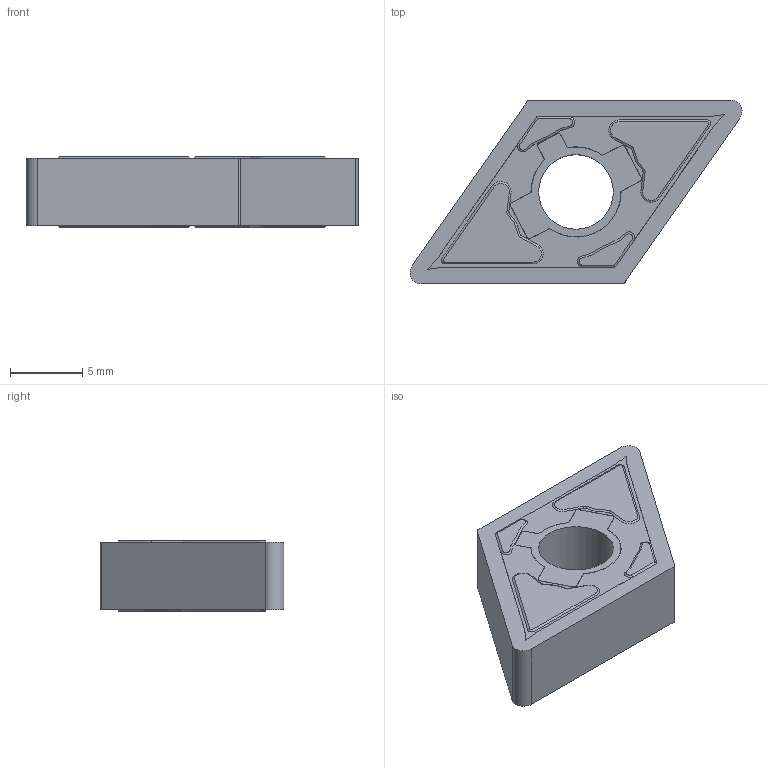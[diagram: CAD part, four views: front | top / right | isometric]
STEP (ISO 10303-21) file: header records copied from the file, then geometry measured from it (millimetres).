
FILE_DESCRIPTION(/* description */ (''),/* implementation_level */ '2;1');
FILE_NAME(/* name */ '62362019_cgr_000~00_214.stp',/* time_stamp */ '2022-09-21T15:43:36+05:00',/* author */ (''),/* organization */ (''),/* preprocessor_version */ 'ST-DEVELOPER v16.7',/* originating_system */ 'SIEMENS PLM Software NX 12.0',/* authorisation */ '');
FILE_SCHEMA (('AUTOMOTIVE_DESIGN { 1 0 10303 214 3 1 1 1 }'));
Length unit declared in the file: millimetre
Products named in the file (1): 62362019_cgr_000~00
Bounding box: 22.93 x 12.7 x 4.84 mm (x, y, z)
Volume: 827.2 mm3; surface area: 706.4 mm2
Topology: 1 solids, 1 shells, 171 faces, 515 edges, 363 vertices
Faces by surface type: plane 74, cylinder 59, cone 20, bspline 12, torus 6
Full cylindrical faces by diameter (mm): 5.156 x1
Entity records: 6323 total; most frequent: CARTESIAN_POINT 1599, ORIENTED_EDGE 1012, DIRECTION 940, EDGE_CURVE 506, VERTEX_POINT 346, AXIS2_PLACEMENT_3D 324, LINE 292, VECTOR 292
